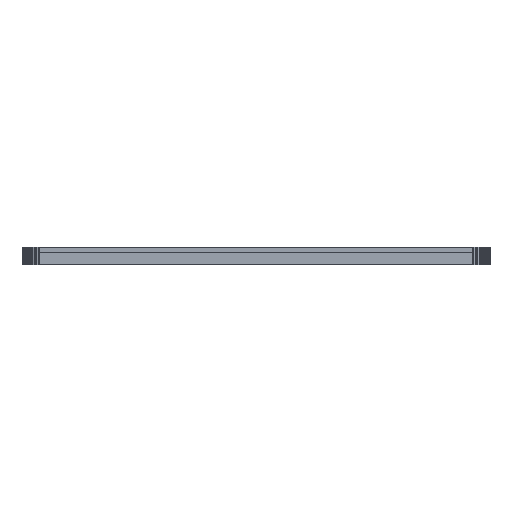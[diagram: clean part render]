
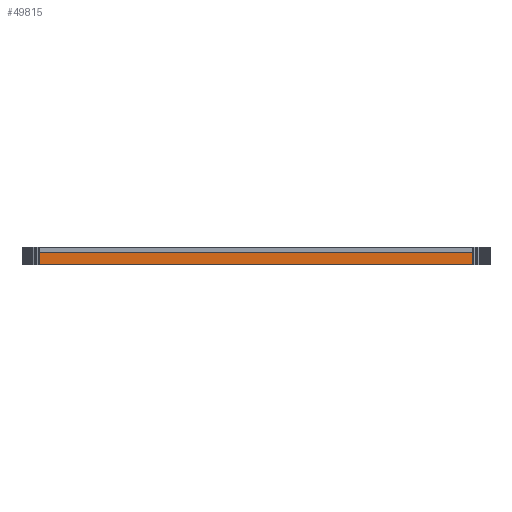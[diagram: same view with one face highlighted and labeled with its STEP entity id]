
A CAD part, left-side view. The second image highlights one B-rep face of the part: STEP entity #49815.
In plain terms, the highlighted planar face has unit normal (-1, 0, 0).
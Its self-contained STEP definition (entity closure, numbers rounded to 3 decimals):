
#1686=FACE_OUTER_BOUND('',#4272,.T.);
#4272=EDGE_LOOP('',(#40367,#40368,#40369,#40370));
#9228=LINE('',#73260,#16335);
#10323=LINE('',#75496,#17430);
#10324=LINE('',#75499,#17431);
#10325=LINE('',#75500,#17432);
#16335=VECTOR('',#59802,10.);
#17430=VECTOR('',#60993,10.);
#17431=VECTOR('',#60996,10.);
#17432=VECTOR('',#60997,10.);
#22260=VERTEX_POINT('',#73257);
#22261=VERTEX_POINT('',#73259);
#23354=VERTEX_POINT('',#75494);
#23355=VERTEX_POINT('',#75498);
#28304=EDGE_CURVE('',#22260,#22261,#9228,.T.);
#29424=EDGE_CURVE('',#23354,#22260,#10323,.T.);
#29425=EDGE_CURVE('',#23354,#23355,#10324,.T.);
#29426=EDGE_CURVE('',#23355,#22261,#10325,.T.);
#40367=ORIENTED_EDGE('',*,*,#29425,.T.);
#40368=ORIENTED_EDGE('',*,*,#29426,.T.);
#40369=ORIENTED_EDGE('',*,*,#28304,.F.);
#40370=ORIENTED_EDGE('',*,*,#29424,.F.);
#47438=PLANE('',#52301);
#49815=ADVANCED_FACE('',(#1686),#47438,.T.);
#52301=AXIS2_PLACEMENT_3D('',#75497,#60994,#60995);
#59802=DIRECTION('',(0.,1.,0.));
#60993=DIRECTION('',(0.,0.,-1.));
#60994=DIRECTION('center_axis',(-1.,0.,0.));
#60995=DIRECTION('ref_axis',(0.,1.,0.));
#60996=DIRECTION('',(0.,1.,0.));
#60997=DIRECTION('',(0.,0.,-1.));
#73257=CARTESIAN_POINT('',(0.095,5.315,-3.5));
#73259=CARTESIAN_POINT('',(0.095,129.312,-3.5));
#73260=CARTESIAN_POINT('',(0.095,5.315,-3.5));
#75494=CARTESIAN_POINT('',(0.095,5.315,0.));
#75496=CARTESIAN_POINT('',(0.095,5.315,0.));
#75497=CARTESIAN_POINT('Origin',(0.095,5.315,0.));
#75498=CARTESIAN_POINT('',(0.095,129.312,0.));
#75499=CARTESIAN_POINT('',(0.095,5.315,0.));
#75500=CARTESIAN_POINT('',(0.095,129.312,0.));
